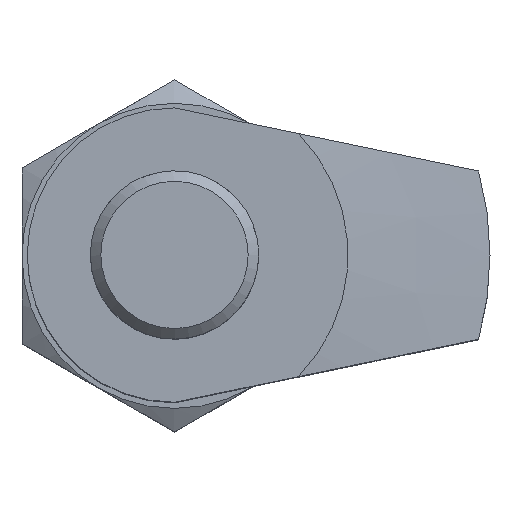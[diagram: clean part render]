
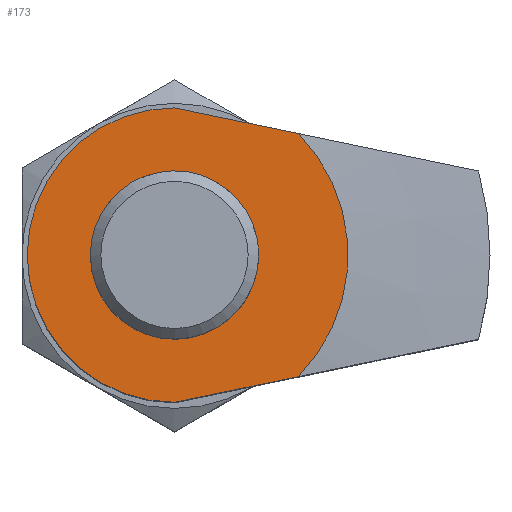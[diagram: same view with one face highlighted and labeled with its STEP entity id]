
A CAD part, top view. The second image highlights one B-rep face of the part: STEP entity #173.
In plain terms, the highlighted planar face has unit normal (0, 0, 1).
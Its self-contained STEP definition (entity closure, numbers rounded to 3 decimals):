
#173 = ADVANCED_FACE( '', ( #221, #222 ), #223, .T. );
#221 = FACE_OUTER_BOUND( '', #332, .T. );
#222 = FACE_BOUND( '', #333, .T. );
#223 = PLANE( '', #334 );
#332 = EDGE_LOOP( '', ( #443, #444, #445, #446 ) );
#333 = EDGE_LOOP( '', ( #447 ) );
#334 = AXIS2_PLACEMENT_3D( '', #448, #449, #450 );
#443 = ORIENTED_EDGE( '', *, *, #750, .T. );
#444 = ORIENTED_EDGE( '', *, *, #751, .T. );
#445 = ORIENTED_EDGE( '', *, *, #752, .T. );
#446 = ORIENTED_EDGE( '', *, *, #753, .T. );
#447 = ORIENTED_EDGE( '', *, *, #754, .F. );
#448 = CARTESIAN_POINT( '', ( 0., 0., 38. ) );
#449 = DIRECTION( '', ( 0., 0., 1. ) );
#450 = DIRECTION( '', ( 1., 0., 0. ) );
#750 = EDGE_CURVE( '', #833, #834, #835, .T. );
#751 = EDGE_CURVE( '', #834, #836, #837, .T. );
#752 = EDGE_CURVE( '', #836, #838, #839, .T. );
#753 = EDGE_CURVE( '', #838, #833, #840, .T. );
#754 = EDGE_CURVE( '', #841, #841, #842, .T. );
#833 = VERTEX_POINT( '', #973 );
#834 = VERTEX_POINT( '', #974 );
#835 = LINE( '', #975, #976 );
#836 = VERTEX_POINT( '', #977 );
#837 = CIRCLE( '', #978, 16.5 );
#838 = VERTEX_POINT( '', #979 );
#839 = LINE( '', #980, #981 );
#840 = CIRCLE( '', #982, 14. );
#841 = VERTEX_POINT( '', #983 );
#842 = CIRCLE( '', #984, 8.001 );
#973 = CARTESIAN_POINT( '', ( 0., -14., 38. ) );
#974 = CARTESIAN_POINT( '', ( 11.777, -11.556, 38. ) );
#975 = CARTESIAN_POINT( '', ( 0., -14., 38. ) );
#976 = VECTOR( '', #1296, 1000. );
#977 = CARTESIAN_POINT( '', ( 11.777, 11.556, 38. ) );
#978 = AXIS2_PLACEMENT_3D( '', #1297, #1298, #1299 );
#979 = CARTESIAN_POINT( '', ( 0., 14., 38. ) );
#980 = CARTESIAN_POINT( '', ( 0., 14., 38. ) );
#981 = VECTOR( '', #1300, 1000. );
#982 = AXIS2_PLACEMENT_3D( '', #1301, #1302, #1303 );
#983 = CARTESIAN_POINT( '', ( 7.834, 1.626, 38. ) );
#984 = AXIS2_PLACEMENT_3D( '', #1304, #1305, #1306 );
#1296 = DIRECTION( '', ( 0.979, 0.203, 0. ) );
#1297 = CARTESIAN_POINT( '', ( 0., 0., 38. ) );
#1298 = DIRECTION( '', ( 0., 0., 1. ) );
#1299 = DIRECTION( '', ( 1., 0., 0. ) );
#1300 = DIRECTION( '', ( -0.979, 0.203, 0. ) );
#1301 = CARTESIAN_POINT( '', ( 0., 0., 38. ) );
#1302 = DIRECTION( '', ( 0., 0., 1. ) );
#1303 = DIRECTION( '', ( 0., 1., 0. ) );
#1304 = CARTESIAN_POINT( '', ( 0., 0., 38. ) );
#1305 = DIRECTION( '', ( 0., 0., 1. ) );
#1306 = DIRECTION( '', ( 0.979, 0.203, 0. ) );
